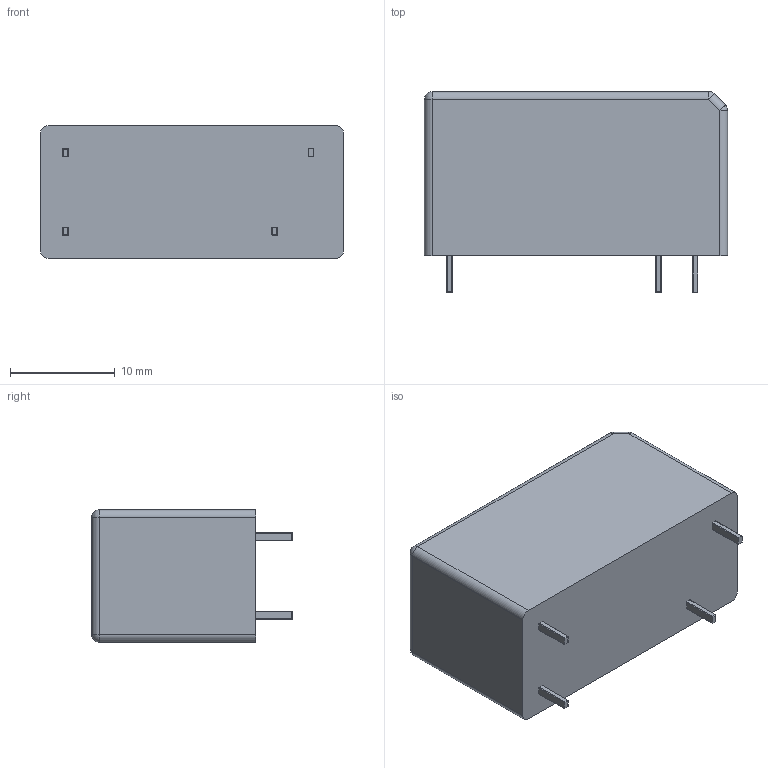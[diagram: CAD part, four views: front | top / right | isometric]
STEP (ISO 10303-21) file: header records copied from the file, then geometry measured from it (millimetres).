
FILE_DESCRIPTION (( 'STEP AP214' ), '1' );
FILE_NAME ('G2RL-1A.STEP', '2020-07-15T09:52:17', ( '' ), ( '' ), 'SwSTEP 2.0', 'SolidWorks 2018', '' );
FILE_SCHEMA (( 'AUTOMOTIVE_DESIGN' ));
Length unit declared in the file: millimetre
Products named in the file (1): G2RL-1A
Bounding box: 29 x 19.2 x 12.7 mm (x, y, z)
Volume: 5757.6 mm3; surface area: 2023.6 mm2
Topology: 1 solids, 1 shells, 84 faces, 196 edges, 102 vertices
Faces by surface type: cylinder 39, plane 27, sphere 18
Entity records: 3188 total; most frequent: DIRECTION 428, CARTESIAN_POINT 367, ORIENTED_EDGE 360, EDGE_CURVE 180, AXIS2_PLACEMENT_3D 163, LINE 102, VECTOR 102, VERTEX_POINT 102
